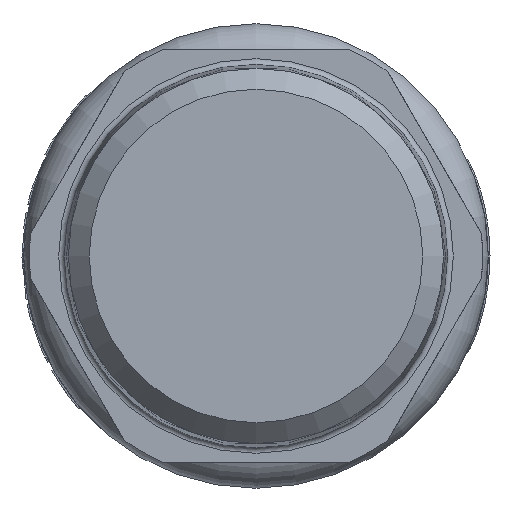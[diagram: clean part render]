
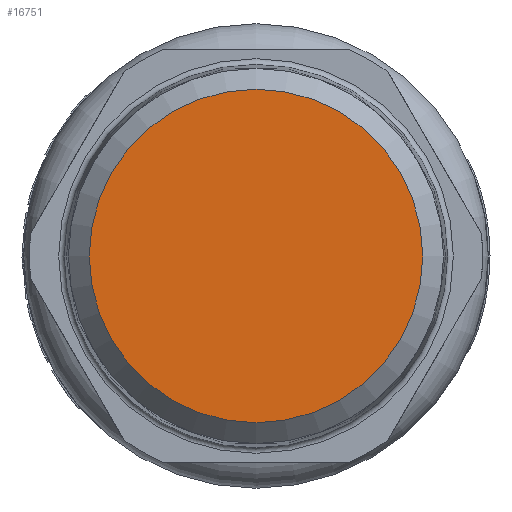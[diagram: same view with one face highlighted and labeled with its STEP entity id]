
A CAD part, left-side view. The second image highlights one B-rep face of the part: STEP entity #16751.
In plain terms, the highlighted planar face has unit normal (-1, 0, 0).
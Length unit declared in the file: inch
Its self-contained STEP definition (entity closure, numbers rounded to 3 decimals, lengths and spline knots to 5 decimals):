
#1360=CIRCLE('',#18224,0.57231);
#1361=CIRCLE('',#18225,0.57231);
#2408=FACE_OUTER_BOUND('',#3332,.T.);
#3332=EDGE_LOOP('',(#14434,#14435));
#7160=VERTEX_POINT('',#34070);
#7161=VERTEX_POINT('',#34071);
#9597=EDGE_CURVE('',#7160,#7161,#1360,.T.);
#9598=EDGE_CURVE('',#7161,#7160,#1361,.T.);
#14434=ORIENTED_EDGE('',*,*,#9597,.T.);
#14435=ORIENTED_EDGE('',*,*,#9598,.T.);
#14997=PLANE('',#18223);
#16751=ADVANCED_FACE('',(#2408),#14997,.T.);
#18223=AXIS2_PLACEMENT_3D('',#34069,#21879,#21880);
#18224=AXIS2_PLACEMENT_3D('',#34072,#21881,#21882);
#18225=AXIS2_PLACEMENT_3D('',#34073,#21883,#21884);
#21879=DIRECTION('center_axis',(-1.,0.,0.));
#21880=DIRECTION('ref_axis',(0.,1.,0.));
#21881=DIRECTION('center_axis',(-1.,0.,0.));
#21882=DIRECTION('ref_axis',(0.,-1.,0.));
#21883=DIRECTION('center_axis',(-1.,0.,0.));
#21884=DIRECTION('ref_axis',(0.,-1.,0.));
#34069=CARTESIAN_POINT('Origin',(-3.08268,-0.64163,0.));
#34070=CARTESIAN_POINT('',(-3.08268,-0.57231,0.));
#34071=CARTESIAN_POINT('',(-3.08268,0.57231,0.));
#34072=CARTESIAN_POINT('Origin',(-3.08268,0.,
0.));
#34073=CARTESIAN_POINT('Origin',(-3.08268,0.,
0.));
